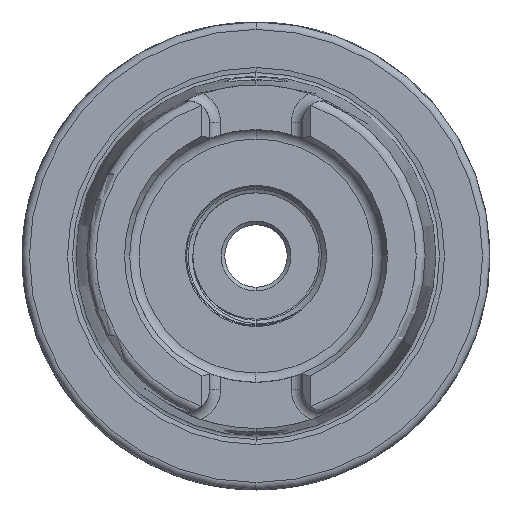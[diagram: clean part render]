
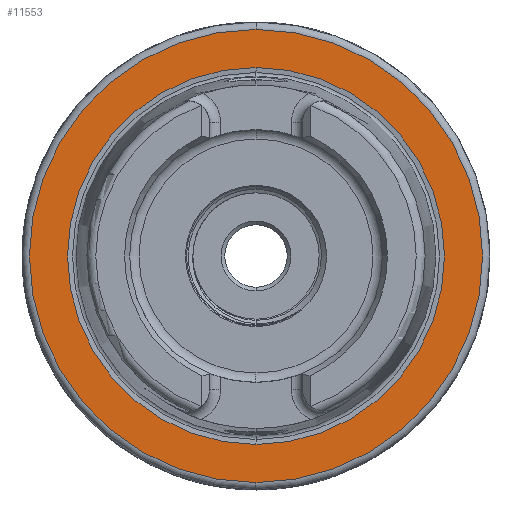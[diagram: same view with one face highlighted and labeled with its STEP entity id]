
A CAD part, left-side view. The second image highlights one B-rep face of the part: STEP entity #11553.
In plain terms, the highlighted planar face has unit normal (-1, 0, 0).
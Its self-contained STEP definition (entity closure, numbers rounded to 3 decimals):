
#53 = CARTESIAN_POINT ( 'NONE',  ( 0., 0., 0. ) ) ;
#54 = DIRECTION ( 'NONE',  ( -1., 0., 0. ) ) ;
#56 = DIRECTION ( 'NONE',  ( 0., 0., 1. ) ) ;
#753 = DIRECTION ( 'NONE',  ( 1., 0., 0. ) ) ;
#761 = DIRECTION ( 'NONE',  ( 0., 0., -1. ) ) ;
#786 = CARTESIAN_POINT ( 'NONE',  ( 0., 0., 0. ) ) ;
#1268 = VERTEX_POINT ( 'NONE', #19141 ) ;
#1275 = VERTEX_POINT ( 'NONE', #19124 ) ;
#2252 = DIRECTION ( 'NONE',  ( 1., 0., 0. ) ) ;
#2289 = CARTESIAN_POINT ( 'NONE',  ( 0., 0., 0. ) ) ;
#2344 = DIRECTION ( 'NONE',  ( 0., 0., -1. ) ) ;
#2906 = CARTESIAN_POINT ( 'NONE',  ( 0., 0., 30.5 ) ) ;
#2935 = CARTESIAN_POINT ( 'NONE',  ( 0., 0., -30.5 ) ) ;
#6599 = PLANE ( 'NONE',  #15694 ) ;
#6600 = CARTESIAN_POINT ( 'NONE',  ( 0., 25.369, 0. ) ) ;
#6603 = DIRECTION ( 'NONE',  ( -1., 0., 0. ) ) ;
#6604 = DIRECTION ( 'NONE',  ( 0., 0., 1. ) ) ;
#10829 = ORIENTED_EDGE ( 'NONE', *, *, #22385, .T. ) ;
#10830 = ORIENTED_EDGE ( 'NONE', *, *, #22843, .T. ) ;
#10859 = ORIENTED_EDGE ( 'NONE', *, *, #22185, .T. ) ;
#10862 = ORIENTED_EDGE ( 'NONE', *, *, #22617, .T. ) ;
#11553 = ADVANCED_FACE ( 'NONE', ( #21150, #21132 ), #6599, .T. ) ;
#15694 = AXIS2_PLACEMENT_3D ( 'NONE', #6600, #6603, #6604 ) ;
#15774 = AXIS2_PLACEMENT_3D ( 'NONE', #53, #54, #56 ) ;
#15787 = AXIS2_PLACEMENT_3D ( 'NONE', #2289, #2252, #2344 ) ;
#15822 = AXIS2_PLACEMENT_3D ( 'NONE', #786, #753, #761 ) ;
#15844 = AXIS2_PLACEMENT_3D ( 'NONE', #17434, #17438, #17442 ) ;
#17434 = CARTESIAN_POINT ( 'NONE',  ( 0., 0., 0. ) ) ;
#17438 = DIRECTION ( 'NONE',  ( -1., 0., 0. ) ) ;
#17442 = DIRECTION ( 'NONE',  ( 0., 0., 1. ) ) ;
#19124 = CARTESIAN_POINT ( 'NONE',  ( 0., 0., 25.369 ) ) ;
#19141 = CARTESIAN_POINT ( 'NONE',  ( 0., 0., -25.369 ) ) ;
#20630 = CIRCLE ( 'NONE', #15787, 25.369 ) ;
#20645 = CIRCLE ( 'NONE', #15844, 30.5 ) ;
#21132 = FACE_BOUND ( 'NONE', #28400, .T. ) ;
#21150 = FACE_OUTER_BOUND ( 'NONE', #28380, .T. ) ;
#21411 = CIRCLE ( 'NONE', #15774, 30.5 ) ;
#21489 = CIRCLE ( 'NONE', #15822, 25.369 ) ;
#22185 = EDGE_CURVE ( 'NONE', #28309, #28282, #21411, .T. ) ;
#22385 = EDGE_CURVE ( 'NONE', #1275, #1268, #21489, .T. ) ;
#22617 = EDGE_CURVE ( 'NONE', #1268, #1275, #20630, .T. ) ;
#22843 = EDGE_CURVE ( 'NONE', #28282, #28309, #20645, .T. ) ;
#28282 = VERTEX_POINT ( 'NONE', #2935 ) ;
#28309 = VERTEX_POINT ( 'NONE', #2906 ) ;
#28380 = EDGE_LOOP ( 'NONE', ( #10859, #10830 ) ) ;
#28400 = EDGE_LOOP ( 'NONE', ( #10829, #10862 ) ) ;
